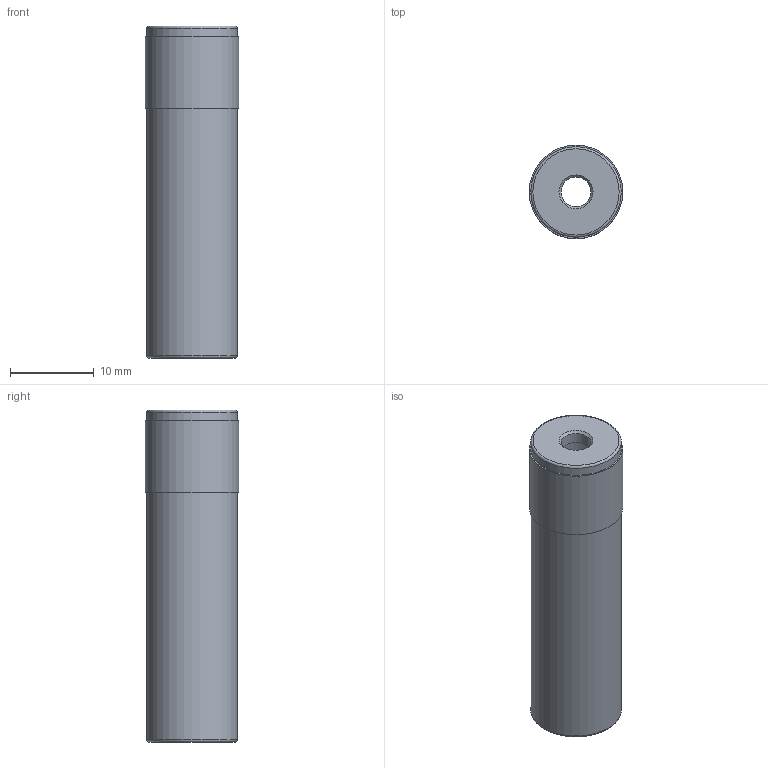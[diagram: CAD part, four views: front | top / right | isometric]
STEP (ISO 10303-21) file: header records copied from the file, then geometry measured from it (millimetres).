
FILE_DESCRIPTION(/* description */ ('STEP AP214'),/* implementation_level */ '2;1');
FILE_NAME(/* name */ 'DLSMC1-F.stp',/* time_stamp */ '2021-01-12T15:26:54+01:00',/* author */ ('sh'),/* organization */ (''),/* preprocessor_version */ 'ST-DEVELOPER v17.2',/* originating_system */ 'Autodesk Inventor 2019',/* authorisation */ '');
FILE_SCHEMA (('AUTOMOTIVE_DESIGN { 1 0 10303 214 3 1 1 }'));
Length unit declared in the file: inch
Products named in the file (1): DLSMC1-F
Bounding box: 11.18 x 11.18 x 39.67 mm (x, y, z)
Volume: 2247 mm3; surface area: 2450.1 mm2
Topology: 1 solids, 1 shells, 33 faces, 93 edges, 66 vertices
Faces by surface type: cone 17, cylinder 6, plane 6, torus 4
Full cylindrical faces by diameter (mm): 3.556 x1, 6.604 x1, 8.712 x1, 10.82 x2, 11.176 x1
Entity records: 1205 total; most frequent: DIRECTION 231, CARTESIAN_POINT 193, ORIENTED_EDGE 186, AXIS2_PLACEMENT_3D 104, EDGE_CURVE 93, CIRCLE 70, VERTEX_POINT 66, EDGE_LOOP 39
